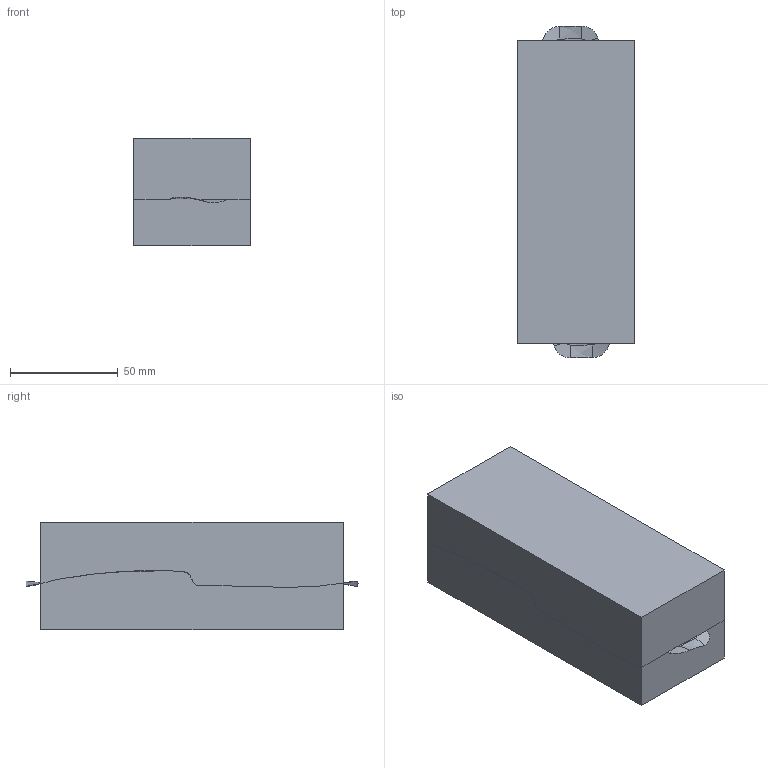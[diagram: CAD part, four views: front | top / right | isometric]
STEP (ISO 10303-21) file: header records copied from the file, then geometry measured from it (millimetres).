
FILE_DESCRIPTION(/* description */ (''),/* implementation_level */ '2;1');
FILE_NAME(/* name */ 'Prop mold v4.step',/* time_stamp */ '2025-08-18T17:56:09+02:00',/* author */ (''),/* organization */ (''),/* preprocessor_version */ 'ST-DEVELOPER v20.1',/* originating_system */ 'Autodesk Translation Framework v14.10.0.0',/* authorisation */ '');
FILE_SCHEMA (('AUTOMOTIVE_DESIGN { 1 0 10303 214 3 1 1 }'));
Length unit declared in the file: millimetre
Products named in the file (5): Prop mold; Component1; Component2; Component3; Component4
Assembly tree (4 placements, depth 2):
  Prop mold
    Component1
    Component2
    Component3
    Component4
Bounding box: 54 x 154 x 50 mm (x, y, z)
Volume: 378598.2 mm3; surface area: 61227.6 mm2
Topology: 3 solids, 4 shells, 233 faces, 611 edges, 361 vertices
Faces by surface type: bspline 177, plane 37, cylinder 13, sphere 4, cone 2
Full cylindrical faces by diameter (mm): 4 x3, 4.4 x2, 8 x3, 15 x3
Entity records: 18771 total; most frequent: CARTESIAN_POINT 14392, ORIENTED_EDGE 1148, EDGE_CURVE 583, B_SPLINE_CURVE_WITH_KNOTS 387, VERTEX_POINT 361, DIRECTION 361, EDGE_LOOP 239, FACE_OUTER_BOUND 233
